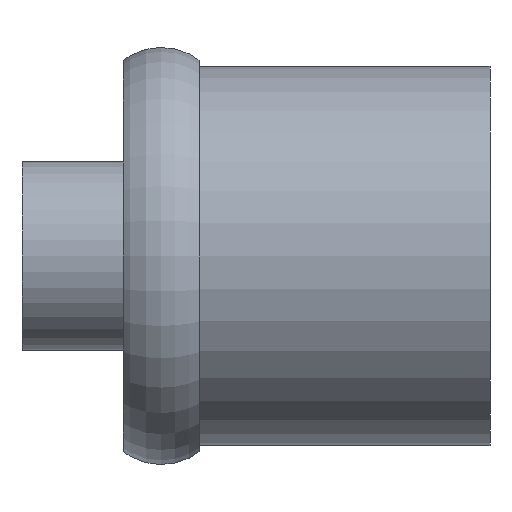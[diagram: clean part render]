
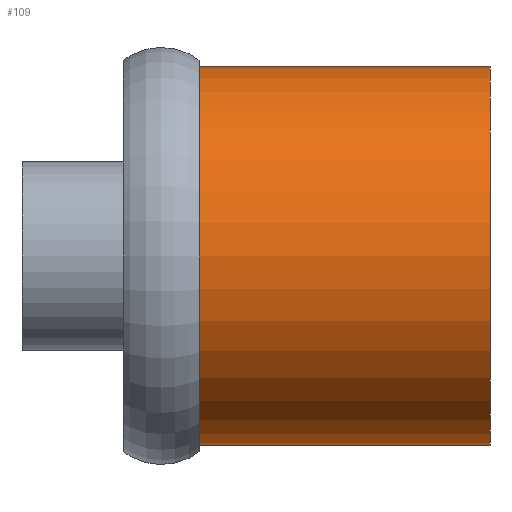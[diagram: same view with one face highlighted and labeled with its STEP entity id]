
A CAD part, left-side view. The second image highlights one B-rep face of the part: STEP entity #109.
In plain terms, the highlighted cylindrical face has radius 15 mm (diameter 30 mm), a full revolution.
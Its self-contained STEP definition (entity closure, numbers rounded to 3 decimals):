
#100=CYLINDRICAL_SURFACE('',#358,15.);
#109=ADVANCED_FACE('',(#155,#156),#100,.T.);
#146=CIRCLE('',#355,15.);
#147=CIRCLE('',#357,15.);
#155=FACE_BOUND('',#169,.T.);
#156=FACE_BOUND('',#170,.T.);
#169=EDGE_LOOP('',(#206));
#170=EDGE_LOOP('',(#207));
#206=ORIENTED_EDGE('',*,*,#295,.F.);
#207=ORIENTED_EDGE('',*,*,#296,.T.);
#269=VERTEX_POINT('',#480);
#270=VERTEX_POINT('',#483);
#295=EDGE_CURVE('',#269,#269,#146,.T.);
#296=EDGE_CURVE('',#270,#270,#147,.T.);
#355=AXIS2_PLACEMENT_3D('',#479,#398,#399);
#357=AXIS2_PLACEMENT_3D('',#482,#402,#403);
#358=AXIS2_PLACEMENT_3D('',#484,#404,#405);
#398=DIRECTION('',(0.,-1.,0.));
#399=DIRECTION('',(0.,0.,-1.));
#402=DIRECTION('',(0.,-1.,0.));
#403=DIRECTION('',(0.,0.,-1.));
#404=DIRECTION('',(0.,-1.,0.));
#405=DIRECTION('',(0.,0.,-1.));
#479=CARTESIAN_POINT('',(113.5,29.,0.));
#480=CARTESIAN_POINT('',(113.5,29.,-15.));
#482=CARTESIAN_POINT('',(113.5,52.,0.));
#483=CARTESIAN_POINT('',(113.5,52.,-15.));
#484=CARTESIAN_POINT('',(113.5,16.5,0.));
